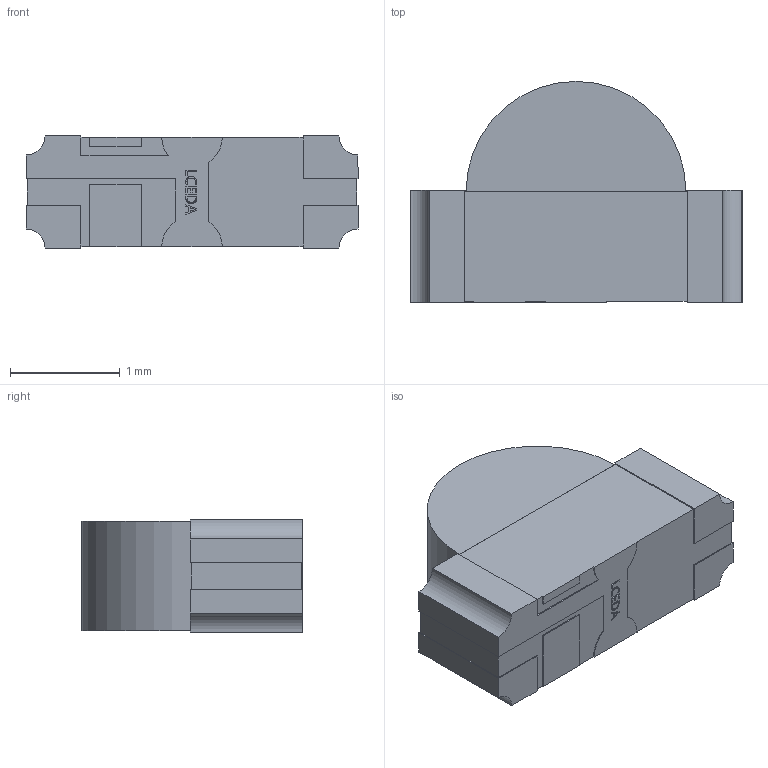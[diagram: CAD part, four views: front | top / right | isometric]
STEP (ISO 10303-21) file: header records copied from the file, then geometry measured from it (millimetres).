
FILE_DESCRIPTION (( 'STEP AP203' ), '1' );
FILE_NAME ('LED-ARRAY-SMD_3P-L3.0-W2.0-H1.0.step', '2021-05-02T00:16:37', ( '' ), ( '' ), 'SwSTEP 2.0', 'SolidWorks 2020', '' );
FILE_SCHEMA (( 'CONFIG_CONTROL_DESIGN' ));
Length unit declared in the file: millimetre
Products named in the file (1): LED-ARRAY-SMD_3P-L3.0-W2.0-H1.0
Bounding box: 3.02 x 2.01 x 1.02 mm (x, y, z)
Volume: 4.5 mm3; surface area: 22.3 mm2
Topology: 2 solids, 2 shells, 123 faces, 336 edges, 224 vertices
Faces by surface type: plane 99, bspline 14, cylinder 10
Entity records: 4605 total; most frequent: CARTESIAN_POINT 1482, ORIENTED_EDGE 672, DIRECTION 548, EDGE_CURVE 336, VECTOR 288, LINE 288, VERTEX_POINT 224, EDGE_LOOP 130
